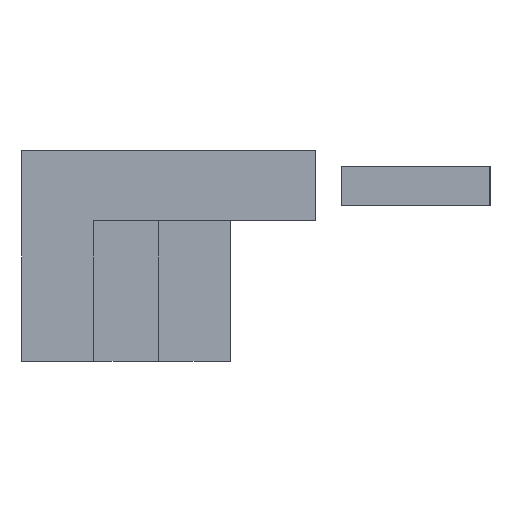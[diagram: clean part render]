
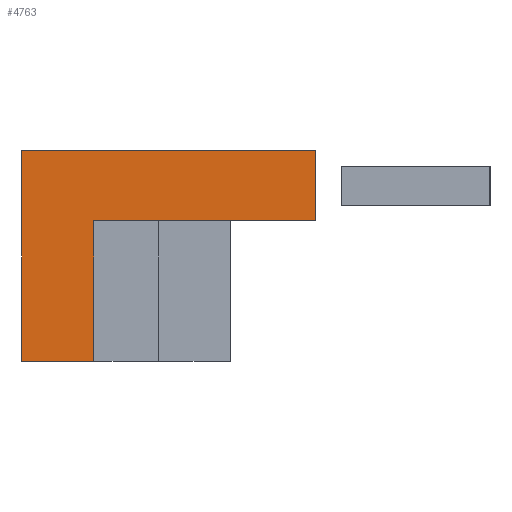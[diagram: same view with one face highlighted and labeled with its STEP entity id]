
A CAD part, left-side view. The second image highlights one B-rep face of the part: STEP entity #4763.
In plain terms, the highlighted planar face has unit normal (-1, 0, 0).
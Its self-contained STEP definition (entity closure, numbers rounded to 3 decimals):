
#3677=CARTESIAN_POINT('',(0.,-4.2,108.2));
#3678=VERTEX_POINT('',#3677);
#3679=CARTESIAN_POINT('',(0.,-4.2,100.));
#3680=VERTEX_POINT('',#3679);
#3681=CARTESIAN_POINT('',(0.,-4.2,108.2));
#3682=DIRECTION('',(0.0,0.0,-1.0));
#3683=VECTOR('',#3682,8.2);
#3684=LINE('',#3681,#3683);
#3685=EDGE_CURVE('',#3678,#3680,#3684,.T.);
#3822=CARTESIAN_POINT('',(0.,0.0,100.));
#3823=VERTEX_POINT('',#3822);
#3824=CARTESIAN_POINT('',(0.,-4.2,100.));
#3825=DIRECTION('',(0.0,1.0,0.0));
#3826=VECTOR('',#3825,4.2);
#3827=LINE('',#3824,#3826);
#3828=EDGE_CURVE('',#3680,#3823,#3827,.T.);
#4707=CARTESIAN_POINT('',(0.,-17.2,112.3));
#4708=VERTEX_POINT('',#4707);
#4715=CARTESIAN_POINT('',(0.,-17.2,108.2));
#4716=VERTEX_POINT('',#4715);
#4717=CARTESIAN_POINT('',(0.,-17.2,108.2));
#4718=DIRECTION('',(0.0,0.0,1.0));
#4719=VECTOR('',#4718,4.1);
#4720=LINE('',#4717,#4719);
#4721=EDGE_CURVE('',#4716,#4708,#4720,.T.);
#4733=CARTESIAN_POINT('',(0.,-17.2,108.2));
#4734=DIRECTION('',(-1.0,0.0,0.0));
#4735=DIRECTION('',(0.0,0.0,1.0));
#4736=AXIS2_PLACEMENT_3D('',#4733,#4734,#4735);
#4737=PLANE('',#4736);
#4738=CARTESIAN_POINT('',(0.,0.0,112.3));
#4739=VERTEX_POINT('',#4738);
#4740=CARTESIAN_POINT('',(0.,-17.2,112.3));
#4741=DIRECTION('',(0.0,1.0,0.0));
#4742=VECTOR('',#4741,17.2);
#4743=LINE('',#4740,#4742);
#4744=EDGE_CURVE('',#4708,#4739,#4743,.T.);
#4745=ORIENTED_EDGE('',*,*,#4744,.T.);
#4746=CARTESIAN_POINT('',(0.,0.,100.));
#4747=DIRECTION('',(0.0,0.0,1.0));
#4748=VECTOR('',#4747,12.3);
#4749=LINE('',#4746,#4748);
#4750=EDGE_CURVE('',#3823,#4739,#4749,.T.);
#4751=ORIENTED_EDGE('',*,*,#4750,.F.);
#4752=ORIENTED_EDGE('',*,*,#3828,.F.);
#4753=ORIENTED_EDGE('',*,*,#3685,.F.);
#4754=CARTESIAN_POINT('',(0.,-4.2,108.2));
#4755=DIRECTION('',(0.0,-1.0,0.0));
#4756=VECTOR('',#4755,13.);
#4757=LINE('',#4754,#4756);
#4758=EDGE_CURVE('',#3678,#4716,#4757,.T.);
#4759=ORIENTED_EDGE('',*,*,#4758,.T.);
#4760=ORIENTED_EDGE('',*,*,#4721,.T.);
#4761=EDGE_LOOP('',(#4745,#4751,#4752,#4753,#4759,#4760));
#4762=FACE_OUTER_BOUND('',#4761,.T.);
#4763=ADVANCED_FACE('',(#4762),#4737,.T.);
